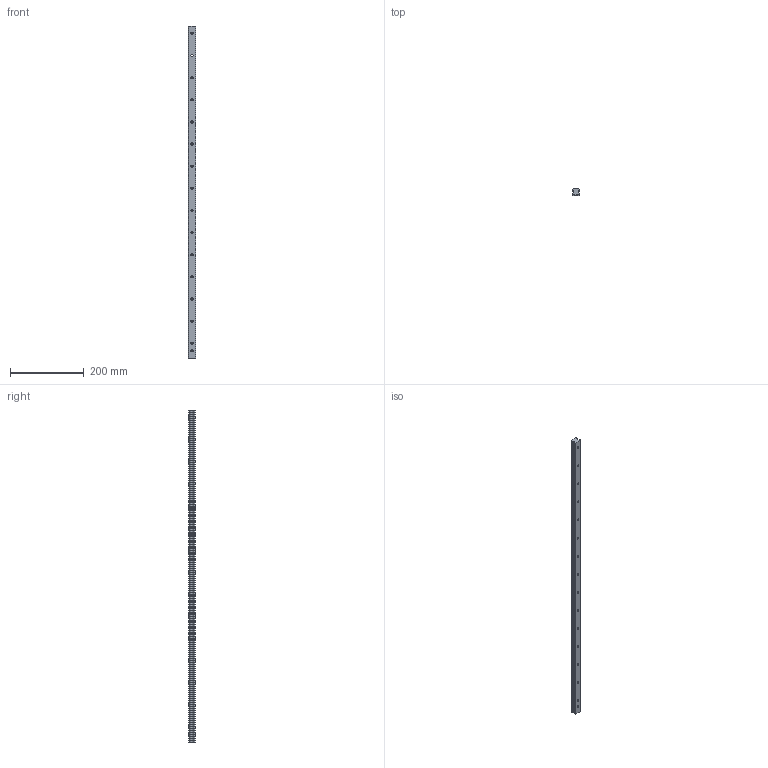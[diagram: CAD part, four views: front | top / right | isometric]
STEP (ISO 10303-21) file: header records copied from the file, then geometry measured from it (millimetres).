
FILE_DESCRIPTION (( 'STEP AP214' ), '1' );
FILE_NAME ('HGR20R LINEAR GUIDE RAIL, CONFIGURABLE, 900 mm.STEP', '2019-03-07T08:56:21', ( '' ), ( '' ), 'SwSTEP 2.0', 'SolidWorks 2018', '' );
FILE_SCHEMA (( 'AUTOMOTIVE_DESIGN' ));
Length unit declared in the file: millimetre
Products named in the file (2): HGR20R LINEAR GUIDE RAIL, CONFIGURABLE, 900 mm
Bounding box: 20 x 17.5 x 900 mm (x, y, z)
Volume: 255579.9 mm3; surface area: 75366.7 mm2
Topology: 1 solids, 1 shells, 124 faces, 318 edges, 212 vertices
Faces by surface type: cylinder 86, plane 38
Entity records: 3967 total; most frequent: DIRECTION 742, CARTESIAN_POINT 656, ORIENTED_EDGE 636, EDGE_CURVE 318, AXIS2_PLACEMENT_3D 298, VERTEX_POINT 212, CIRCLE 172, EDGE_LOOP 172
